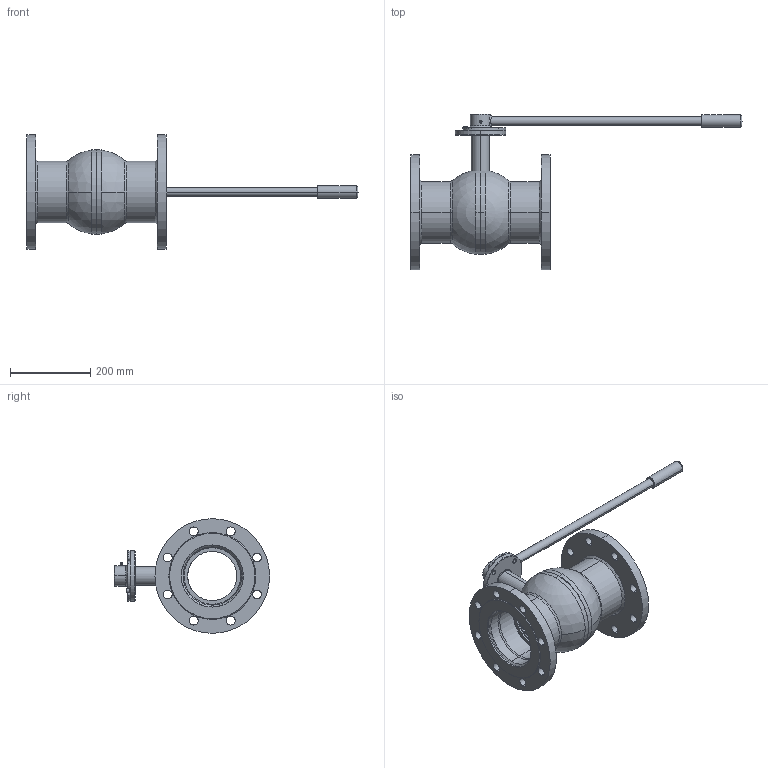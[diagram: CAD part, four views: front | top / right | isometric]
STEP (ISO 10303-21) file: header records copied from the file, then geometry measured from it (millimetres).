
FILE_DESCRIPTION (( 'STEP AP214' ), '1' );
FILE_NAME ('8500416150 010.step', '2025-05-29T08:12:24', ( '' ), ( '' ), 'SwSTEP 2.0', 'SolidWorks 2023', '' );
FILE_SCHEMA (( 'AUTOMOTIVE_DESIGN' ));
Length unit declared in the file: millimetre
Products named in the file (1): 8500416150 010
Bounding box: 825.1 x 385.78 x 285 mm (x, y, z)
Surface area: 667632.9 mm2 (no closed solid volume)
Topology: 0 solids, 49 shells, 254 faces, 1112 edges, 885 vertices
Faces by surface type: cylinder 136, cone 63, plane 29, torus 18, sphere 6, bspline 2
Entity records: 14563 total; most frequent: CARTESIAN_POINT 5931, DIRECTION 1772, ORIENTED_EDGE 1590, EDGE_CURVE 1112, VERTEX_POINT 885, AXIS2_PLACEMENT_3D 722, CIRCLE 469, VECTOR 328
